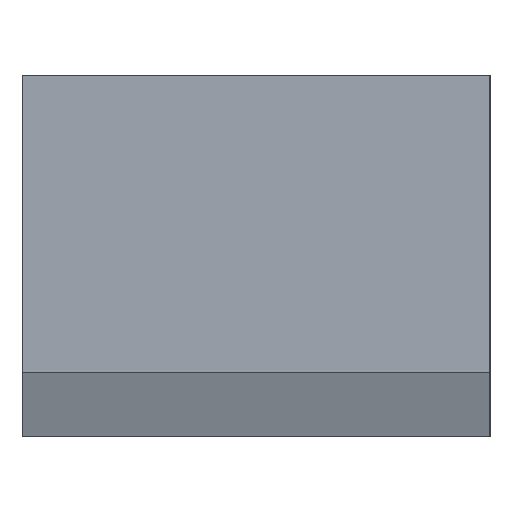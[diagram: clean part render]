
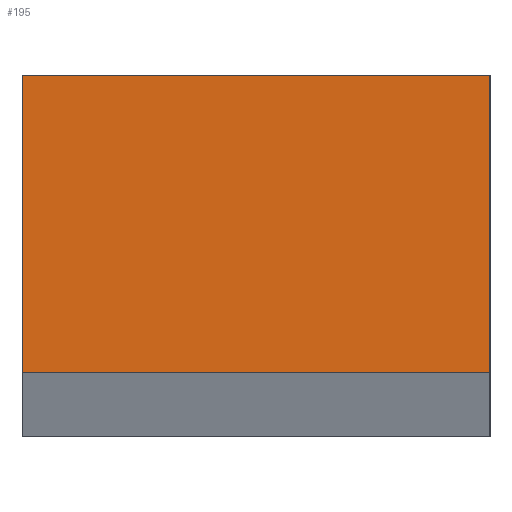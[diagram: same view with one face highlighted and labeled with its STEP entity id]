
A CAD part, left-side view. The second image highlights one B-rep face of the part: STEP entity #195.
In plain terms, the highlighted planar face has unit normal (-1, 0, 0).
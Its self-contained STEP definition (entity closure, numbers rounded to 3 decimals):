
#195=ADVANCED_FACE('NONE',(#466),#467,.F.);
#466=FACE_OUTER_BOUND('',#810,.T.);
#467=PLANE('',#811);
#810=EDGE_LOOP('',(#1505,#1506,#1507,#1508));
#811=AXIS2_PLACEMENT_3D('',#1509,#1510,#1511);
#1505=ORIENTED_EDGE('',*,*,#2473,.F.);
#1506=ORIENTED_EDGE('',*,*,#2175,.F.);
#1507=ORIENTED_EDGE('',*,*,#2474,.F.);
#1508=ORIENTED_EDGE('',*,*,#2386,.T.);
#1509=CARTESIAN_POINT('',(0.0,0.0,15.0));
#1510=DIRECTION('',(1.0,0.0,0.0));
#1511=DIRECTION('',(0.0,1.0,-0.0));
#2175=EDGE_CURVE('NONE',#2622,#2624,#2625,.T.);
#2386=EDGE_CURVE('NONE',#3045,#3043,#3046,.T.);
#2473=EDGE_CURVE('NONE',#2624,#3043,#3136,.T.);
#2474=EDGE_CURVE('NONE',#3045,#2622,#3137,.T.);
#2622=VERTEX_POINT('NONE',#3289);
#2624=VERTEX_POINT('NONE',#3292);
#2625=LINE('',#3293,#3294);
#3043=VERTEX_POINT('NONE',#3920);
#3045=VERTEX_POINT('NONE',#3923);
#3046=LINE('',#3924,#3925);
#3136=LINE('',#4073,#4074);
#3137=LINE('',#4075,#4076);
#3289=CARTESIAN_POINT('',(0.0,0.0,15.0));
#3292=CARTESIAN_POINT('',(0.,0.0,2.666));
#3293=CARTESIAN_POINT('',(0.0,0.0,15.0));
#3294=VECTOR('',#4273,1000.0);
#3920=CARTESIAN_POINT('',(0.,19.4,2.666));
#3923=CARTESIAN_POINT('',(0.0,19.4,15.0));
#3924=CARTESIAN_POINT('',(0.0,19.4,15.0));
#3925=VECTOR('',#4483,1000.0);
#4073=CARTESIAN_POINT('',(0.0,0.0,2.666));
#4074=VECTOR('',#4542,1000.0);
#4075=CARTESIAN_POINT('',(0.0,0.0,15.0));
#4076=VECTOR('',#4543,1000.0);
#4273=DIRECTION('',(-0.0,-0.0,-1.0));
#4483=DIRECTION('',(-0.0,-0.0,-1.0));
#4542=DIRECTION('',(-0.0,1.0,0.0));
#4543=DIRECTION('',(-0.0,-1.0,-0.0));
